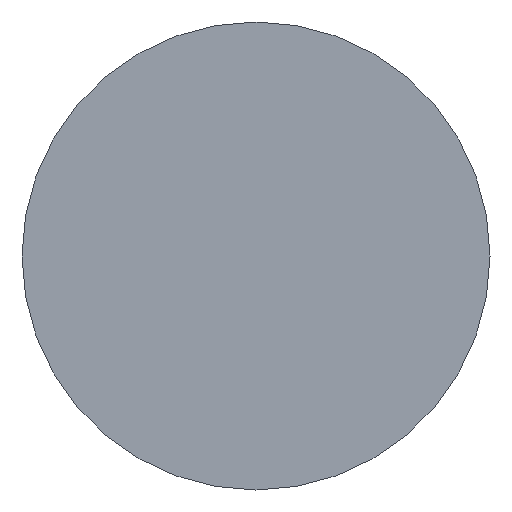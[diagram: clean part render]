
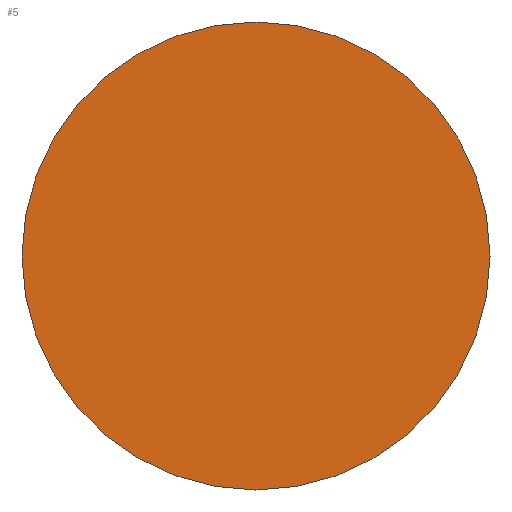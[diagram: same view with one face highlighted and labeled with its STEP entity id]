
A CAD part, left-side view. The second image highlights one B-rep face of the part: STEP entity #5.
In plain terms, the highlighted planar face has unit normal (-1, 0, 0).
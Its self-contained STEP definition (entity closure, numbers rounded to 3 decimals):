
#1 = CIRCLE ( 'NONE', #183, 3.15 ) ;
#5 = ADVANCED_FACE ( 'NONE', ( #35 ), #177, .F. ) ;
#7 = EDGE_CURVE ( 'NONE', #75, #162, #1, .T. ) ;
#19 = AXIS2_PLACEMENT_3D ( 'NONE', #155, #69, #146 ) ;
#24 = DIRECTION ( 'NONE',  ( 1., 0., 0. ) ) ;
#35 = FACE_OUTER_BOUND ( 'NONE', #96, .T. ) ;
#51 = DIRECTION ( 'NONE',  ( 0., 0., -1. ) ) ;
#53 = DIRECTION ( 'NONE',  ( -1., 0., 0. ) ) ;
#64 = ORIENTED_EDGE ( 'NONE', *, *, #7, .T. ) ;
#69 = DIRECTION ( 'NONE',  ( -1., 0., 0. ) ) ;
#75 = VERTEX_POINT ( 'NONE', #111 ) ;
#84 = AXIS2_PLACEMENT_3D ( 'NONE', #139, #24, #51 ) ;
#96 = EDGE_LOOP ( 'NONE', ( #64, #124 ) ) ;
#98 = CARTESIAN_POINT ( 'NONE',  ( 22.309, 13.031, 0. ) ) ;
#102 = CARTESIAN_POINT ( 'NONE',  ( 22.309, 13.031, -3.15 ) ) ;
#111 = CARTESIAN_POINT ( 'NONE',  ( 22.309, 13.031, 3.15 ) ) ;
#124 = ORIENTED_EDGE ( 'NONE', *, *, #152, .T. ) ;
#136 = CIRCLE ( 'NONE', #19, 3.15 ) ;
#139 = CARTESIAN_POINT ( 'NONE',  ( 22.309, 13.031, 0. ) ) ;
#146 = DIRECTION ( 'NONE',  ( 0., 0., 1. ) ) ;
#152 = EDGE_CURVE ( 'NONE', #162, #75, #136, .T. ) ;
#155 = CARTESIAN_POINT ( 'NONE',  ( 22.309, 13.031, 0. ) ) ;
#162 = VERTEX_POINT ( 'NONE', #102 ) ;
#177 = PLANE ( 'NONE',  #84 ) ;
#181 = DIRECTION ( 'NONE',  ( 0., 0., 1. ) ) ;
#183 = AXIS2_PLACEMENT_3D ( 'NONE', #98, #53, #181 ) ;
